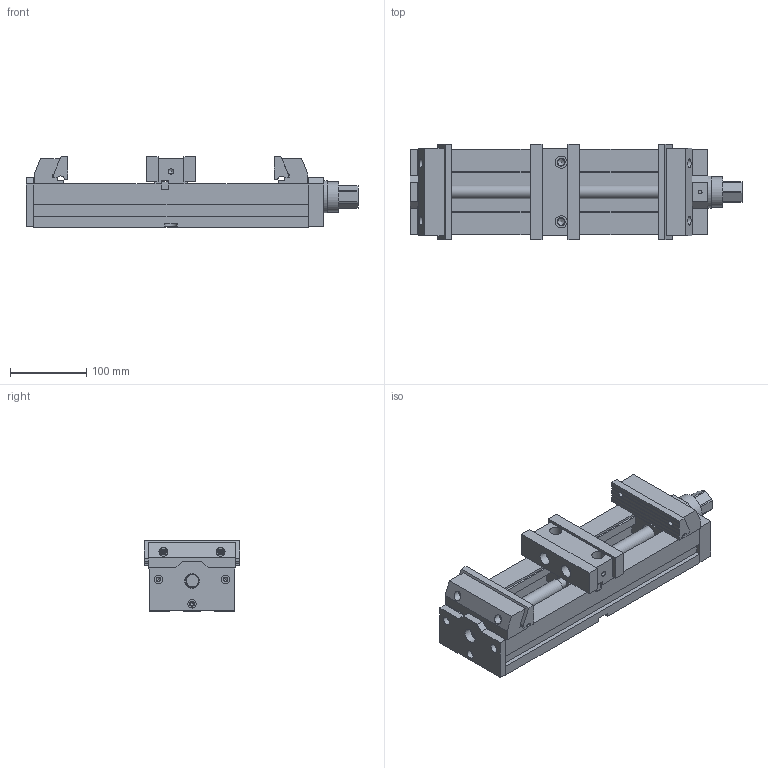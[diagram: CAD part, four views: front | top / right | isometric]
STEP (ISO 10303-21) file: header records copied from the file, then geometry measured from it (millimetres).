
FILE_DESCRIPTION(/* description */ (''),/* implementation_level */ '2;1');
FILE_NAME(/* name */ 'CF_125_Mordaza.stp',/* time_stamp */ '2014-04-05T10:58:48+02:00',/* author */ (''),/* organization */ (''),/* preprocessor_version */ 'ST-DEVELOPER v15',/* originating_system */ 'SIEMENS PLM Software NX 9.0',/* authorisation */ '');
FILE_SCHEMA (('CONFIG_CONTROL_DESIGN'));
Length unit declared in the file: millimetre
Products named in the file (1): CF_125_Mordaza
Bounding box: 435 x 125 x 93 mm (x, y, z)
Volume: 2385087.6 mm3; surface area: 428992.5 mm2
Topology: 20 solids, 20 shells, 606 faces, 1593 edges, 1063 vertices
Faces by surface type: plane 385, cylinder 171, cone 50
Full cylindrical faces by diameter (mm): 2.459 x1, 3.25 x2, 3.432 x2, 5.188 x15, 6.1 x6, 6.5 x2, 6.9 x2, 6.985 x6, 7.5 x4, 8 x4, 8.1 x4, 8.782 x4, 10.5 x6, 11 x6, 11.5 x4, 13 x2, 16 x3, 16.2 x2, 17 x4, 17.97 x1, 18 x2, 19 x4, 19.1 x1, 22 x5, 24 x2, 25.5 x2, 28 x3, 28.2 x2, 30 x3, 38 x2
Entity records: 17868 total; most frequent: CARTESIAN_POINT 3511, DIRECTION 2922, ORIENTED_EDGE 2692, EDGE_CURVE 1346, AXIS2_PLACEMENT_3D 999, VERTEX_POINT 998, LINE 924, VECTOR 924
